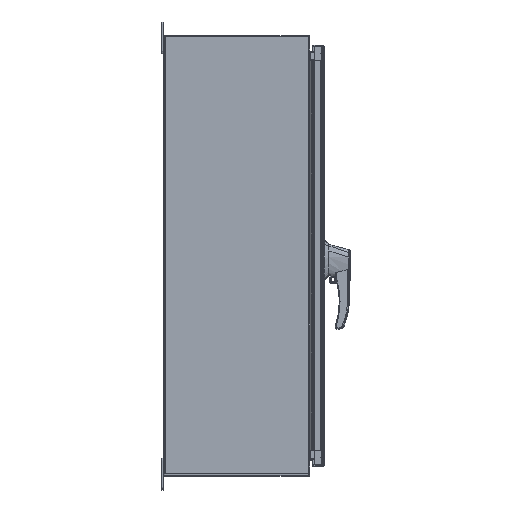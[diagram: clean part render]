
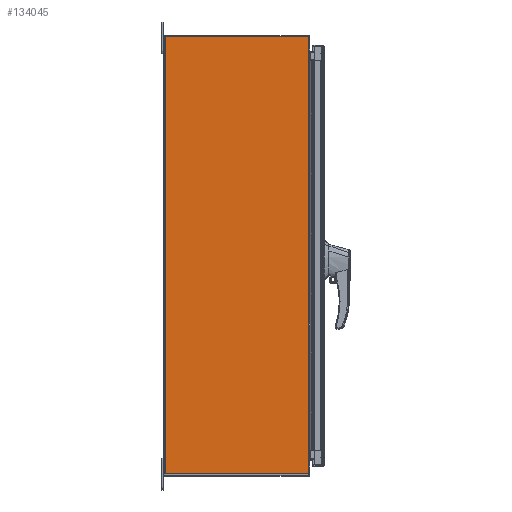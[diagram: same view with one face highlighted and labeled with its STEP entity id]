
A CAD part, top view. The second image highlights one B-rep face of the part: STEP entity #134045.
In plain terms, the highlighted face is planar.
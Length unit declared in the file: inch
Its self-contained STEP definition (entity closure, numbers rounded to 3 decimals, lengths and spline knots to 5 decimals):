
#1584 = DIRECTION ( 'NONE',  ( 0., -1., 0. ) ) ;
#6766 = LINE ( 'NONE', #85082, #124695 ) ;
#7795 = LINE ( 'NONE', #59231, #66012 ) ;
#8383 = DIRECTION ( 'NONE',  ( 0., 1., 0. ) ) ;
#9086 = DIRECTION ( 'NONE',  ( 0., 1., 0. ) ) ;
#10066 = CARTESIAN_POINT ( 'NONE',  ( -30., -11.81, -17.905 ) ) ;
#10845 = LINE ( 'NONE', #143112, #145845 ) ;
#10906 = DIRECTION ( 'NONE',  ( 0., 0., 1. ) ) ;
#11078 = EDGE_CURVE ( 'NONE', #124728, #133919, #61439, .T. ) ;
#11119 = CARTESIAN_POINT ( 'NONE',  ( -30., -11.762, -16.625 ) ) ;
#16762 = DIRECTION ( 'NONE',  ( 0., 0., 1. ) ) ;
#24451 = ORIENTED_EDGE ( 'NONE', *, *, #150474, .T. ) ;
#26344 = DIRECTION ( 'NONE',  ( 0., -1., 0. ) ) ;
#28957 = VERTEX_POINT ( 'NONE', #67018 ) ;
#29071 = DIRECTION ( 'NONE',  ( 1., 0., 0. ) ) ;
#31279 = VECTOR ( 'NONE', #26344, 39.37008 ) ;
#37410 = CARTESIAN_POINT ( 'NONE',  ( -30., -0.048, 17.905 ) ) ;
#40476 = VERTEX_POINT ( 'NONE', #59101 ) ;
#41767 = ORIENTED_EDGE ( 'NONE', *, *, #111012, .T. ) ;
#49306 = ORIENTED_EDGE ( 'NONE', *, *, #92261, .F. ) ;
#49559 = PLANE ( 'NONE',  #94891 ) ;
#49740 = EDGE_CURVE ( 'NONE', #66473, #144462, #98421, .T. ) ;
#50350 = FACE_OUTER_BOUND ( 'NONE', #104115, .T. ) ;
#53156 = DIRECTION ( 'NONE',  ( 0., 0., -1. ) ) ;
#57240 = VECTOR ( 'NONE', #16762, 39.37008 ) ;
#59101 = CARTESIAN_POINT ( 'NONE',  ( -30., -0.048, -17.905 ) ) ;
#59231 = CARTESIAN_POINT ( 'NONE',  ( -30., -11.81, -17.905 ) ) ;
#61316 = CARTESIAN_POINT ( 'NONE',  ( -30., 0.095, 17.905 ) ) ;
#61439 = LINE ( 'NONE', #61316, #93326 ) ;
#61723 = ORIENTED_EDGE ( 'NONE', *, *, #68627, .T. ) ;
#66012 = VECTOR ( 'NONE', #94311, 39.37008 ) ;
#66473 = VERTEX_POINT ( 'NONE', #129139 ) ;
#66596 = VECTOR ( 'NONE', #53156, 39.37008 ) ;
#66597 = LINE ( 'NONE', #86001, #57240 ) ;
#67018 = CARTESIAN_POINT ( 'NONE',  ( -30., -11.81, -16.655 ) ) ;
#68627 = EDGE_CURVE ( 'NONE', #66473, #73142, #10845, .T. ) ;
#70446 = CARTESIAN_POINT ( 'NONE',  ( -30., -11.762, 16.655 ) ) ;
#73142 = VERTEX_POINT ( 'NONE', #70446 ) ;
#77223 = LINE ( 'NONE', #10066, #112810 ) ;
#78765 = VERTEX_POINT ( 'NONE', #79301 ) ;
#79137 = VERTEX_POINT ( 'NONE', #91556 ) ;
#79301 = CARTESIAN_POINT ( 'NONE',  ( -30., -11.762, -16.655 ) ) ;
#81321 = EDGE_CURVE ( 'NONE', #40476, #124728, #6766, .T. ) ;
#81599 = ORIENTED_EDGE ( 'NONE', *, *, #49740, .F. ) ;
#85082 = CARTESIAN_POINT ( 'NONE',  ( -30., -0.048, -17.905 ) ) ;
#86001 = CARTESIAN_POINT ( 'NONE',  ( -30., -11.762, -16.625 ) ) ;
#86227 = ORIENTED_EDGE ( 'NONE', *, *, #86630, .T. ) ;
#86630 = EDGE_CURVE ( 'NONE', #78765, #144462, #66597, .T. ) ;
#86806 = EDGE_CURVE ( 'NONE', #116079, #40476, #139360, .T. ) ;
#88697 = EDGE_CURVE ( 'NONE', #28957, #116079, #7795, .T. ) ;
#89408 = DIRECTION ( 'NONE',  ( 0., 1., 0. ) ) ;
#89829 = VECTOR ( 'NONE', #9086, 39.37008 ) ;
#91449 = CARTESIAN_POINT ( 'NONE',  ( -30., -11.762, -16.655 ) ) ;
#91556 = CARTESIAN_POINT ( 'NONE',  ( -30., -11.81, 16.655 ) ) ;
#92261 = EDGE_CURVE ( 'NONE', #133919, #79137, #77223, .T. ) ;
#93326 = VECTOR ( 'NONE', #1584, 39.37008 ) ;
#94311 = DIRECTION ( 'NONE',  ( 0., 0., -1. ) ) ;
#94891 = AXIS2_PLACEMENT_3D ( 'NONE', #124924, #29071, #89408 ) ;
#98421 = LINE ( 'NONE', #146930, #66596 ) ;
#102779 = ORIENTED_EDGE ( 'NONE', *, *, #11078, .F. ) ;
#104115 = EDGE_LOOP ( 'NONE', ( #24451, #49306, #102779, #108216, #148507, #117330, #41767, #86227, #81599, #61723 ) ) ;
#105753 = VECTOR ( 'NONE', #8383, 39.37008 ) ;
#108216 = ORIENTED_EDGE ( 'NONE', *, *, #81321, .F. ) ;
#111012 = EDGE_CURVE ( 'NONE', #28957, #78765, #155447, .T. ) ;
#112810 = VECTOR ( 'NONE', #115917, 39.37008 ) ;
#115917 = DIRECTION ( 'NONE',  ( 0., 0., -1. ) ) ;
#116079 = VERTEX_POINT ( 'NONE', #146167 ) ;
#117330 = ORIENTED_EDGE ( 'NONE', *, *, #88697, .F. ) ;
#118000 = DIRECTION ( 'NONE',  ( 0., 0., 1. ) ) ;
#124695 = VECTOR ( 'NONE', #10906, 39.37008 ) ;
#124728 = VERTEX_POINT ( 'NONE', #37410 ) ;
#124924 = CARTESIAN_POINT ( 'NONE',  ( -30., 0.0095, -17.905 ) ) ;
#127780 = CARTESIAN_POINT ( 'NONE',  ( -30., 0.095, -17.905 ) ) ;
#129139 = CARTESIAN_POINT ( 'NONE',  ( -30., -11.762, 16.625 ) ) ;
#133231 = CARTESIAN_POINT ( 'NONE',  ( -30., -11.762, 16.655 ) ) ;
#133919 = VERTEX_POINT ( 'NONE', #142839 ) ;
#134045 = ADVANCED_FACE ( 'NONE', ( #50350 ), #49559, .F. ) ;
#139360 = LINE ( 'NONE', #127780, #105753 ) ;
#142839 = CARTESIAN_POINT ( 'NONE',  ( -30., -11.81, 17.905 ) ) ;
#143112 = CARTESIAN_POINT ( 'NONE',  ( -30., -11.762, -16.625 ) ) ;
#144462 = VERTEX_POINT ( 'NONE', #11119 ) ;
#145845 = VECTOR ( 'NONE', #118000, 39.37008 ) ;
#146167 = CARTESIAN_POINT ( 'NONE',  ( -30., -11.81, -17.905 ) ) ;
#146930 = CARTESIAN_POINT ( 'NONE',  ( -30., -11.762, -17.905 ) ) ;
#148507 = ORIENTED_EDGE ( 'NONE', *, *, #86806, .F. ) ;
#150474 = EDGE_CURVE ( 'NONE', #73142, #79137, #151279, .T. ) ;
#151279 = LINE ( 'NONE', #133231, #31279 ) ;
#155447 = LINE ( 'NONE', #91449, #89829 ) ;
